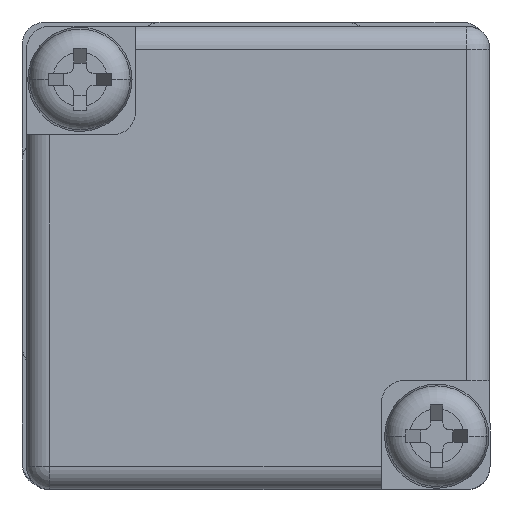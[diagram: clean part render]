
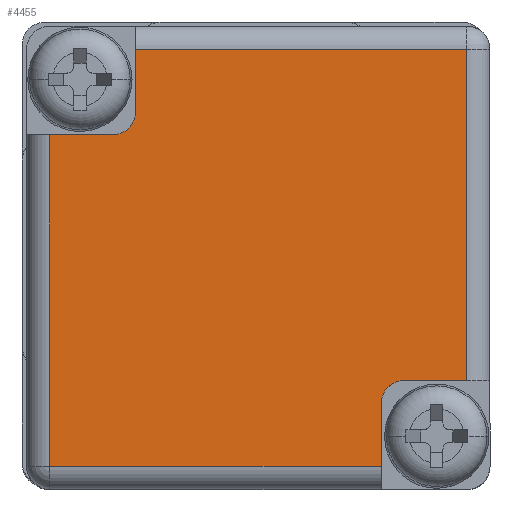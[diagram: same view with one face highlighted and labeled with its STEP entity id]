
A CAD part, top view. The second image highlights one B-rep face of the part: STEP entity #4455.
In plain terms, the highlighted face is planar.
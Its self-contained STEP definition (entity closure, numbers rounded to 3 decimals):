
#19 = VERTEX_POINT ( 'NONE', #1701 ) ;
#80 = CARTESIAN_POINT ( 'NONE',  ( 9., -9., 0. ) ) ;
#211 = EDGE_LOOP ( 'NONE', ( #4644, #896, #2896, #2659, #2592, #338, #262, #2860, #783, #1711 ) ) ;
#262 = ORIENTED_EDGE ( 'NONE', *, *, #2929, .T. ) ;
#301 = DIRECTION ( 'NONE',  ( 0., -1., 0. ) ) ;
#338 = ORIENTED_EDGE ( 'NONE', *, *, #1207, .T. ) ;
#604 = PLANE ( 'NONE',  #4037 ) ;
#620 = CIRCLE ( 'NONE', #1835, 1. ) ;
#636 = DIRECTION ( 'NONE',  ( 1., 0., 0. ) ) ;
#676 = CARTESIAN_POINT ( 'NONE',  ( 0., 9., 0. ) ) ;
#783 = ORIENTED_EDGE ( 'NONE', *, *, #1719, .T. ) ;
#868 = VERTEX_POINT ( 'NONE', #1194 ) ;
#896 = ORIENTED_EDGE ( 'NONE', *, *, #2467, .T. ) ;
#923 = CARTESIAN_POINT ( 'NONE',  ( -6.3, -6.3, 0. ) ) ;
#994 = DIRECTION ( 'NONE',  ( -1., 0., 0. ) ) ;
#1047 = EDGE_CURVE ( 'NONE', #3558, #4149, #4398, .T. ) ;
#1056 = CARTESIAN_POINT ( 'NONE',  ( 0., 0., 0. ) ) ;
#1089 = LINE ( 'NONE', #5210, #2623 ) ;
#1116 = VERTEX_POINT ( 'NONE', #3317 ) ;
#1189 = VERTEX_POINT ( 'NONE', #80 ) ;
#1194 = CARTESIAN_POINT ( 'NONE',  ( 5.3, 9., 0. ) ) ;
#1207 = EDGE_CURVE ( 'NONE', #3558, #2974, #3874, .T. ) ;
#1220 = CARTESIAN_POINT ( 'NONE',  ( -9., 9., 0. ) ) ;
#1356 = DIRECTION ( 'NONE',  ( 1., 0., 0. ) ) ;
#1427 = DIRECTION ( 'NONE',  ( 0., 0., 1. ) ) ;
#1503 = EDGE_CURVE ( 'NONE', #3498, #2327, #5473, .T. ) ;
#1516 = CARTESIAN_POINT ( 'NONE',  ( -5.3, -9., 0. ) ) ;
#1629 = CARTESIAN_POINT ( 'NONE',  ( 0., -9., 0. ) ) ;
#1701 = CARTESIAN_POINT ( 'NONE',  ( 9., 5.3, 0. ) ) ;
#1711 = ORIENTED_EDGE ( 'NONE', *, *, #4485, .F. ) ;
#1719 = EDGE_CURVE ( 'NONE', #2363, #1116, #620, .T. ) ;
#1779 = VECTOR ( 'NONE', #5357, 1000. ) ;
#1798 = CARTESIAN_POINT ( 'NONE',  ( -5.3, -10., 0. ) ) ;
#1835 = AXIS2_PLACEMENT_3D ( 'NONE', #3256, #1427, #3346 ) ;
#1848 = AXIS2_PLACEMENT_3D ( 'NONE', #923, #4043, #4530 ) ;
#1979 = DIRECTION ( 'NONE',  ( 0., 1., 0. ) ) ;
#2041 = CIRCLE ( 'NONE', #1848, 1. ) ;
#2153 = VECTOR ( 'NONE', #5161, 1000. ) ;
#2327 = VERTEX_POINT ( 'NONE', #1516 ) ;
#2363 = VERTEX_POINT ( 'NONE', #2967 ) ;
#2453 = CARTESIAN_POINT ( 'NONE',  ( 5.3, 10., 0. ) ) ;
#2467 = EDGE_CURVE ( 'NONE', #1189, #2327, #2950, .T. ) ;
#2592 = ORIENTED_EDGE ( 'NONE', *, *, #1047, .F. ) ;
#2623 = VECTOR ( 'NONE', #994, 1000. ) ;
#2659 = ORIENTED_EDGE ( 'NONE', *, *, #4377, .T. ) ;
#2860 = ORIENTED_EDGE ( 'NONE', *, *, #3115, .F. ) ;
#2893 = VECTOR ( 'NONE', #5276, 1000. ) ;
#2896 = ORIENTED_EDGE ( 'NONE', *, *, #1503, .F. ) ;
#2929 = EDGE_CURVE ( 'NONE', #2974, #868, #4442, .T. ) ;
#2950 = LINE ( 'NONE', #1629, #2893 ) ;
#2967 = CARTESIAN_POINT ( 'NONE',  ( 5.3, 6.3, 0. ) ) ;
#2974 = VERTEX_POINT ( 'NONE', #1220 ) ;
#3115 = EDGE_CURVE ( 'NONE', #2363, #868, #4922, .T. ) ;
#3139 = VECTOR ( 'NONE', #1356, 1000. ) ;
#3256 = CARTESIAN_POINT ( 'NONE',  ( 6.3, 6.3, 0. ) ) ;
#3317 = CARTESIAN_POINT ( 'NONE',  ( 6.3, 5.3, 0. ) ) ;
#3346 = DIRECTION ( 'NONE',  ( 1., 0., 0. ) ) ;
#3357 = DIRECTION ( 'NONE',  ( 0., 0., 1. ) ) ;
#3498 = VERTEX_POINT ( 'NONE', #5392 ) ;
#3500 = LINE ( 'NONE', #5202, #3953 ) ;
#3558 = VERTEX_POINT ( 'NONE', #4712 ) ;
#3781 = CARTESIAN_POINT ( 'NONE',  ( -9., 0., 0. ) ) ;
#3874 = LINE ( 'NONE', #3781, #2153 ) ;
#3953 = VECTOR ( 'NONE', #301, 1000. ) ;
#4037 = AXIS2_PLACEMENT_3D ( 'NONE', #1056, #3357, #636 ) ;
#4043 = DIRECTION ( 'NONE',  ( 0., 0., 1. ) ) ;
#4149 = VERTEX_POINT ( 'NONE', #5346 ) ;
#4377 = EDGE_CURVE ( 'NONE', #3498, #4149, #2041, .T. ) ;
#4398 = LINE ( 'NONE', #5453, #3139 ) ;
#4442 = LINE ( 'NONE', #676, #4902 ) ;
#4455 = ADVANCED_FACE ( 'NONE', ( #4730 ), #604, .F. ) ;
#4485 = EDGE_CURVE ( 'NONE', #19, #1116, #1089, .T. ) ;
#4530 = DIRECTION ( 'NONE',  ( 1., 0., 0. ) ) ;
#4644 = ORIENTED_EDGE ( 'NONE', *, *, #5055, .T. ) ;
#4687 = VECTOR ( 'NONE', #1979, 1000. ) ;
#4712 = CARTESIAN_POINT ( 'NONE',  ( -9., -5.3, 0. ) ) ;
#4730 = FACE_OUTER_BOUND ( 'NONE', #211, .T. ) ;
#4902 = VECTOR ( 'NONE', #5802, 1000. ) ;
#4922 = LINE ( 'NONE', #2453, #4687 ) ;
#5055 = EDGE_CURVE ( 'NONE', #19, #1189, #3500, .T. ) ;
#5161 = DIRECTION ( 'NONE',  ( 0., 1., 0. ) ) ;
#5202 = CARTESIAN_POINT ( 'NONE',  ( 9., 0., 0. ) ) ;
#5210 = CARTESIAN_POINT ( 'NONE',  ( 10., 5.3, 0. ) ) ;
#5276 = DIRECTION ( 'NONE',  ( -1., 0., 0. ) ) ;
#5346 = CARTESIAN_POINT ( 'NONE',  ( -6.3, -5.3, 0. ) ) ;
#5357 = DIRECTION ( 'NONE',  ( 0., -1., 0. ) ) ;
#5392 = CARTESIAN_POINT ( 'NONE',  ( -5.3, -6.3, 0. ) ) ;
#5453 = CARTESIAN_POINT ( 'NONE',  ( -10., -5.3, 0. ) ) ;
#5473 = LINE ( 'NONE', #1798, #1779 ) ;
#5802 = DIRECTION ( 'NONE',  ( 1., 0., 0. ) ) ;
